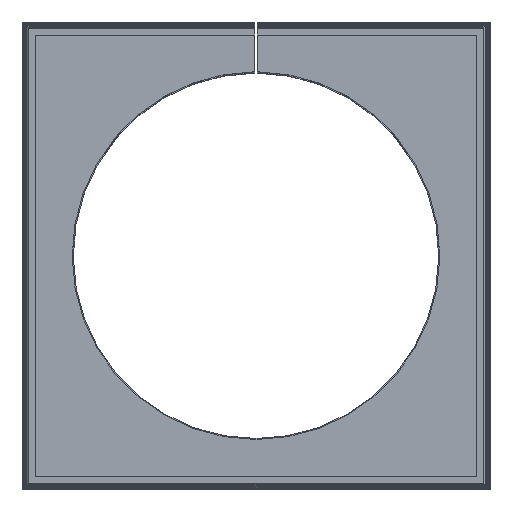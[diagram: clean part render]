
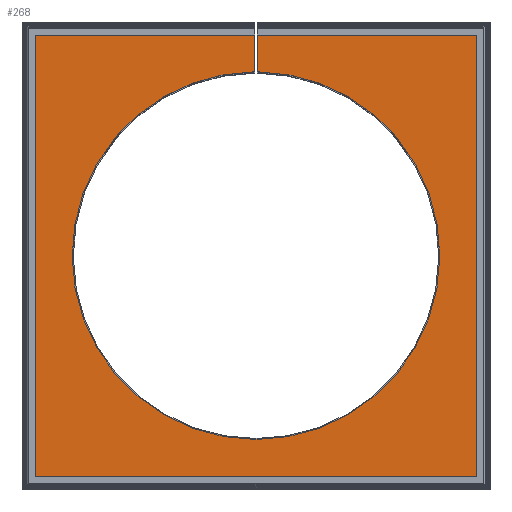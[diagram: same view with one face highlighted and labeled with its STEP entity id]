
A CAD part, top view. The second image highlights one B-rep face of the part: STEP entity #268.
In plain terms, the highlighted planar face has unit normal (0, 0, 1).
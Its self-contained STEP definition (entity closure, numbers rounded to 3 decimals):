
#167=CIRCLE('',#2201,16.5);
#268=ADVANCED_FACE('',(#464),#363,.T.);
#363=PLANE('',#2202);
#464=FACE_OUTER_BOUND('',#584,.T.);
#584=EDGE_LOOP('',(#1041,#1042,#1043,#1044,#1045,#1046,#1047,#1048));
#1041=ORIENTED_EDGE('',*,*,#1634,.F.);
#1042=ORIENTED_EDGE('',*,*,#1635,.T.);
#1043=ORIENTED_EDGE('',*,*,#1636,.T.);
#1044=ORIENTED_EDGE('',*,*,#1637,.T.);
#1045=ORIENTED_EDGE('',*,*,#1638,.T.);
#1046=ORIENTED_EDGE('',*,*,#1429,.T.);
#1047=ORIENTED_EDGE('',*,*,#1639,.T.);
#1048=ORIENTED_EDGE('',*,*,#1640,.F.);
#1231=VERTEX_POINT('',#2753);
#1233=VERTEX_POINT('',#2756);
#1361=VERTEX_POINT('',#3916);
#1362=VERTEX_POINT('',#3917);
#1363=VERTEX_POINT('',#3919);
#1364=VERTEX_POINT('',#3921);
#1365=VERTEX_POINT('',#3923);
#1366=VERTEX_POINT('',#3926);
#1429=EDGE_CURVE('',#1233,#1231,#1727,.T.);
#1634=EDGE_CURVE('',#1361,#1362,#1861,.T.);
#1635=EDGE_CURVE('',#1361,#1363,#1862,.T.);
#1636=EDGE_CURVE('',#1363,#1364,#1863,.T.);
#1637=EDGE_CURVE('',#1364,#1365,#1864,.T.);
#1638=EDGE_CURVE('',#1365,#1233,#1865,.T.);
#1639=EDGE_CURVE('',#1231,#1366,#1866,.T.);
#1640=EDGE_CURVE('',#1362,#1366,#167,.T.);
#1727=LINE('',#2755,#1933);
#1861=LINE('',#3915,#2084);
#1862=LINE('',#3918,#2085);
#1863=LINE('',#3920,#2086);
#1864=LINE('',#3922,#2087);
#1865=LINE('',#3924,#2088);
#1866=LINE('',#3925,#2089);
#1933=VECTOR('',#2287,1.);
#2084=VECTOR('',#2570,1.);
#2085=VECTOR('',#2571,1.);
#2086=VECTOR('',#2572,1.);
#2087=VECTOR('',#2573,1.);
#2088=VECTOR('',#2574,1.);
#2089=VECTOR('',#2575,1.);
#2201=AXIS2_PLACEMENT_3D('',#3927,#2576,#2577);
#2202=AXIS2_PLACEMENT_3D('',#3928,#2578,#2579);
#2287=DIRECTION('',(-1.,0.,0.));
#2570=DIRECTION('',(0.,-1.,0.));
#2571=DIRECTION('',(-1.,0.,0.));
#2572=DIRECTION('',(0.,-1.,0.));
#2573=DIRECTION('',(1.,0.,0.));
#2574=DIRECTION('',(0.,1.,0.));
#2575=DIRECTION('',(0.,-1.,0.));
#2576=DIRECTION('',(0.,0.,1.));
#2577=DIRECTION('',(1.,0.,0.));
#2578=DIRECTION('',(0.,0.,1.));
#2579=DIRECTION('',(-1.,0.,0.));
#2753=CARTESIAN_POINT('',(0.1,19.8,17.7));
#2755=CARTESIAN_POINT('',(19.8,19.8,17.7));
#2756=CARTESIAN_POINT('',(19.8,19.8,17.7));
#3915=CARTESIAN_POINT('',(-0.1,0.,17.7));
#3916=CARTESIAN_POINT('',(-0.1,19.8,17.7));
#3917=CARTESIAN_POINT('',(-0.1,16.5,17.7));
#3918=CARTESIAN_POINT('',(19.8,19.8,17.7));
#3919=CARTESIAN_POINT('',(-19.8,19.8,17.7));
#3920=CARTESIAN_POINT('',(-19.8,19.8,17.7));
#3921=CARTESIAN_POINT('',(-19.8,-19.8,17.7));
#3922=CARTESIAN_POINT('',(-19.8,-19.8,17.7));
#3923=CARTESIAN_POINT('',(19.8,-19.8,17.7));
#3924=CARTESIAN_POINT('',(19.8,-19.8,17.7));
#3925=CARTESIAN_POINT('',(0.1,0.,17.7));
#3926=CARTESIAN_POINT('',(0.1,16.5,17.7));
#3927=CARTESIAN_POINT('',(0.,0.,17.7));
#3928=CARTESIAN_POINT('',(0.,0.,17.7));
